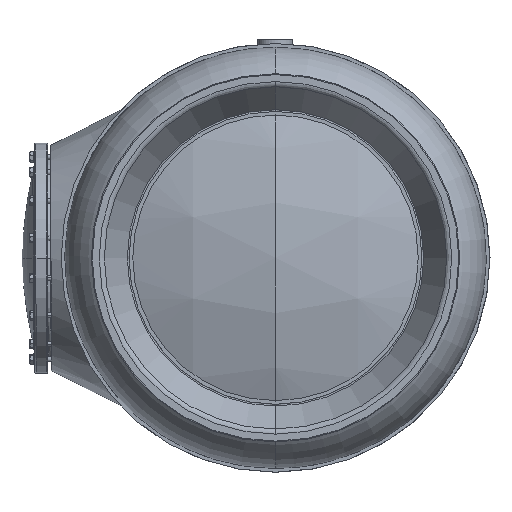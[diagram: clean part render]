
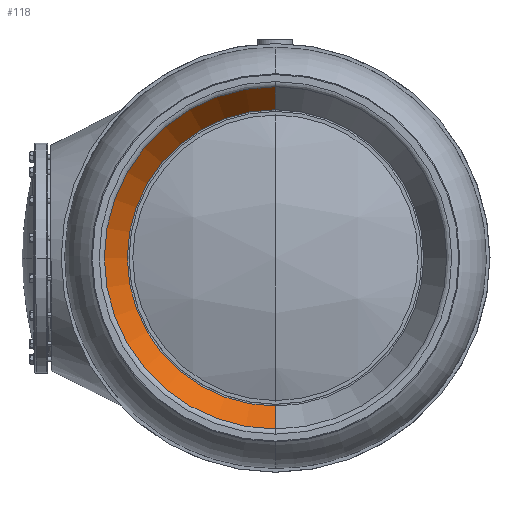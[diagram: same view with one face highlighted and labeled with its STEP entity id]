
A CAD part, front view. The second image highlights one B-rep face of the part: STEP entity #118.
In plain terms, the highlighted conical face has half-angle 30.635 degrees and reference radius 1 mm.
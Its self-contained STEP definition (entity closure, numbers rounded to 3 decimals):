
#118 = ADVANCED_FACE ( 'NONE', ( #15190 ), #7851, .F. ) ;
#131 = CARTESIAN_POINT ( 'NONE',  ( 0., 6.376, 0. ) ) ;
#1519 = AXIS2_PLACEMENT_3D ( 'NONE', #131, #15469, #23160 ) ;
#1585 = EDGE_CURVE ( 'NONE', #20538, #17241, #10698, .T. ) ;
#1605 = DIRECTION ( 'NONE',  ( 0., -1., 0. ) ) ;
#3065 = AXIS2_PLACEMENT_3D ( 'NONE', #15681, #21482, #4729 ) ;
#3613 = DIRECTION ( 'NONE',  ( -1., 0., 0. ) ) ;
#4197 = EDGE_LOOP ( 'NONE', ( #18503, #11165, #4868, #17265 ) ) ;
#4646 = AXIS2_PLACEMENT_3D ( 'NONE', #11178, #1605, #3613 ) ;
#4729 = DIRECTION ( 'NONE',  ( 1., 0., 0. ) ) ;
#4868 = ORIENTED_EDGE ( 'NONE', *, *, #1585, .F. ) ;
#5541 = CIRCLE ( 'NONE', #1519, 371.611 ) ;
#6218 = EDGE_CURVE ( 'NONE', #17241, #6415, #8959, .T. ) ;
#6415 = VERTEX_POINT ( 'NONE', #10089 ) ;
#6521 = DIRECTION ( 'NONE',  ( 0.51, -0.86, 0. ) ) ;
#6691 = VECTOR ( 'NONE', #6521, 1000. ) ;
#7447 = CARTESIAN_POINT ( 'NONE',  ( -321.721, 90.619, 0. ) ) ;
#7851 = CONICAL_SURFACE ( 'NONE', #4646, 1., 0.535 ) ;
#8959 = LINE ( 'NONE', #7447, #16988 ) ;
#9639 = CARTESIAN_POINT ( 'NONE',  ( 371.611, 6.376, 0. ) ) ;
#10089 = CARTESIAN_POINT ( 'NONE',  ( -371.611, 6.376, 0. ) ) ;
#10698 = CIRCLE ( 'NONE', #3065, 321.721 ) ;
#10730 = EDGE_CURVE ( 'NONE', #11984, #6415, #5541, .T. ) ;
#10837 = EDGE_CURVE ( 'NONE', #20538, #11984, #18374, .T. ) ;
#11165 = ORIENTED_EDGE ( 'NONE', *, *, #6218, .F. ) ;
#11178 = CARTESIAN_POINT ( 'NONE',  ( 0., 632.182, 0. ) ) ;
#11984 = VERTEX_POINT ( 'NONE', #9639 ) ;
#14354 = CARTESIAN_POINT ( 'NONE',  ( -321.721, 90.619, 0. ) ) ;
#15121 = DIRECTION ( 'NONE',  ( -0.51, -0.86, 0. ) ) ;
#15190 = FACE_OUTER_BOUND ( 'NONE', #4197, .T. ) ;
#15469 = DIRECTION ( 'NONE',  ( 0., -1., 0. ) ) ;
#15681 = CARTESIAN_POINT ( 'NONE',  ( 0., 90.619, 0. ) ) ;
#15754 = CARTESIAN_POINT ( 'NONE',  ( 321.721, 90.619, 0. ) ) ;
#16988 = VECTOR ( 'NONE', #15121, 1000. ) ;
#17241 = VERTEX_POINT ( 'NONE', #14354 ) ;
#17265 = ORIENTED_EDGE ( 'NONE', *, *, #10837, .T. ) ;
#18015 = CARTESIAN_POINT ( 'NONE',  ( 321.721, 90.619, 0. ) ) ;
#18374 = LINE ( 'NONE', #18015, #6691 ) ;
#18503 = ORIENTED_EDGE ( 'NONE', *, *, #10730, .T. ) ;
#20538 = VERTEX_POINT ( 'NONE', #15754 ) ;
#21482 = DIRECTION ( 'NONE',  ( 0., -1., 0. ) ) ;
#23160 = DIRECTION ( 'NONE',  ( 1., 0., 0. ) ) ;
